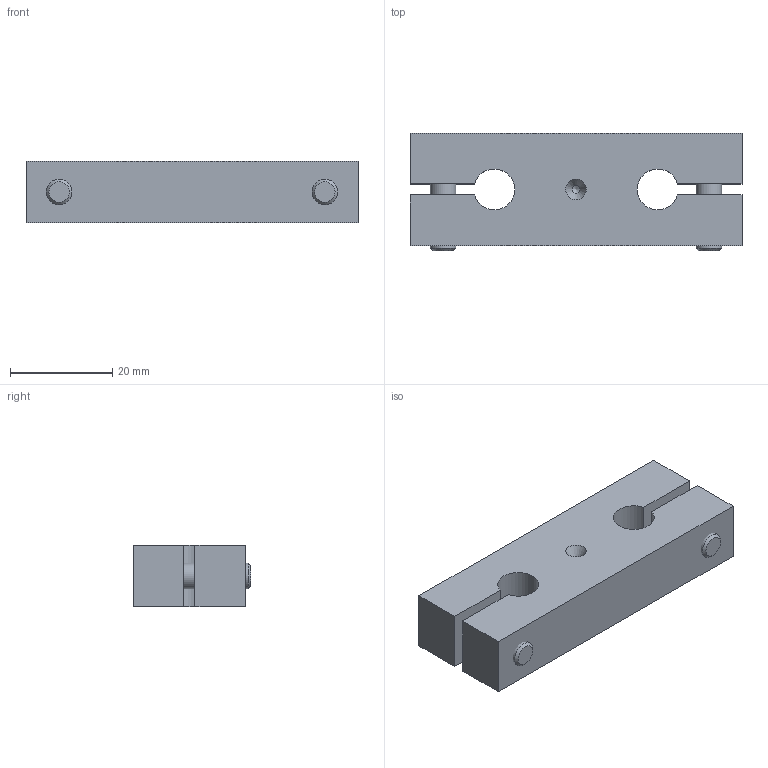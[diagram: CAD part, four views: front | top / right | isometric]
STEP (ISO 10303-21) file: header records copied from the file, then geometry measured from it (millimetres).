
FILE_DESCRIPTION(/* description */ (''),/* implementation_level */ '2;1');
FILE_NAME(/* name */ '191890-0.step',/* time_stamp */ '2021-08-19T14:56:51+02:00',/* author */ ('Muellerj'),/* organization */ (''),/* preprocessor_version */ 'ST-DEVELOPER v18.1',/* originating_system */ 'Autodesk Inventor 2021',/* authorisation */ '');
FILE_SCHEMA (('AUTOMOTIVE_DESIGN { 1 0 10303 214 3 1 1 }'));
Length unit declared in the file: millimetre
Products named in the file (3): MTW_1-00074234; leer; leer_1
Assembly tree (3 placements, depth 2):
  MTW_1-00074234
    leer
    leer_1  x2
Bounding box: 65 x 23 x 12 mm (x, y, z)
Volume: 14711.4 mm3; surface area: 7377 mm2
Topology: 3 solids, 3 shells, 59 faces, 141 edges, 92 vertices
Faces by surface type: plane 32, cylinder 15, cone 8, torus 4
Full cylindrical faces by diameter (mm): 1.6 x1, 4.134 x2, 5 x2, 5.5 x4, 8.5 x2, 10 x2
Entity records: 1397 total; most frequent: CARTESIAN_POINT 235, DIRECTION 231, ORIENTED_EDGE 206, EDGE_CURVE 103, AXIS2_PLACEMENT_3D 85, VERTEX_POINT 68, LINE 61, VECTOR 61
